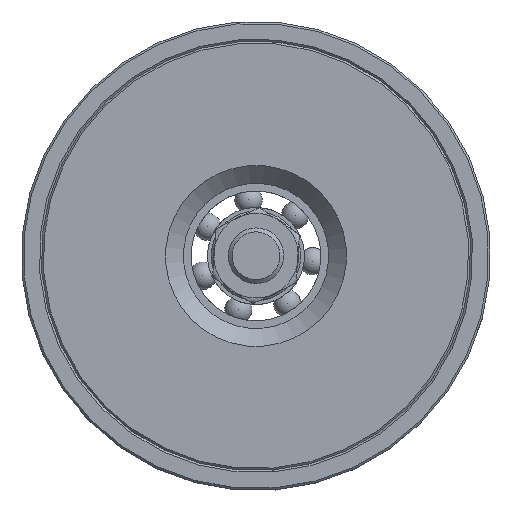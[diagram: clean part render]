
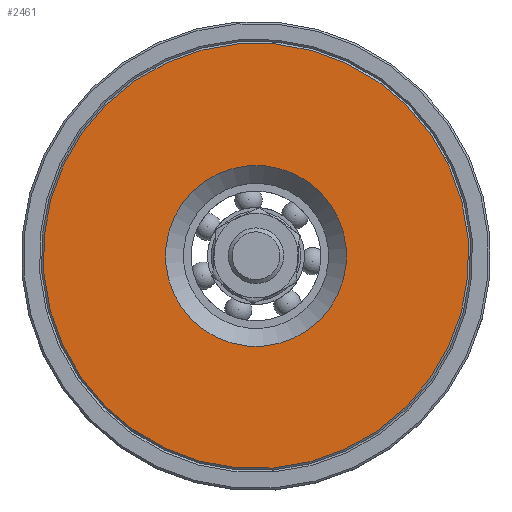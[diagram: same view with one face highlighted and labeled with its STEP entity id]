
A CAD part, top view. The second image highlights one B-rep face of the part: STEP entity #2461.
In plain terms, the highlighted planar face has unit normal (0, 0, 1).
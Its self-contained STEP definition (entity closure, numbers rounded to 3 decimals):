
#162=FACE_BOUND('',#475,.T.);
#223=PLANE('',#2699);
#337=FACE_OUTER_BOUND('',#474,.T.);
#474=EDGE_LOOP('',(#1877,#1878));
#475=EDGE_LOOP('',(#1879));
#806=CIRCLE('',#2697,53.5);
#807=CIRCLE('',#2698,53.5);
#808=CIRCLE('',#2700,22.75);
#1030=VERTEX_POINT('',#4448);
#1031=VERTEX_POINT('',#4449);
#1032=VERTEX_POINT('',#4454);
#1347=EDGE_CURVE('',#1030,#1031,#806,.T.);
#1348=EDGE_CURVE('',#1031,#1030,#807,.T.);
#1350=EDGE_CURVE('',#1032,#1032,#808,.T.);
#1877=ORIENTED_EDGE('',*,*,#1347,.T.);
#1878=ORIENTED_EDGE('',*,*,#1348,.T.);
#1879=ORIENTED_EDGE('',*,*,#1350,.F.);
#2461=ADVANCED_FACE('',(#337,#162),#223,.T.);
#2697=AXIS2_PLACEMENT_3D('',#4450,#3235,#3236);
#2698=AXIS2_PLACEMENT_3D('',#4451,#3237,#3238);
#2699=AXIS2_PLACEMENT_3D('',#4453,#3240,#3241);
#2700=AXIS2_PLACEMENT_3D('',#4455,#3242,#3243);
#3235=DIRECTION('center_axis',(0.,0.,
1.));
#3236=DIRECTION('ref_axis',(0.996,-0.092,0.));
#3237=DIRECTION('center_axis',(0.,0.,
1.));
#3238=DIRECTION('ref_axis',(0.996,-0.092,0.));
#3240=DIRECTION('center_axis',(0.,0.,
1.));
#3241=DIRECTION('ref_axis',(0.996,-0.092,0.));
#3242=DIRECTION('center_axis',(0.,0.,
1.));
#3243=DIRECTION('ref_axis',(-0.092,-0.996,0.));
#4448=CARTESIAN_POINT('',(43.545,-73.479,41.659));
#4449=CARTESIAN_POINT('',(-62.997,-63.591,41.659));
#4450=CARTESIAN_POINT('Origin',(-9.726,-68.535,41.659));
#4451=CARTESIAN_POINT('Origin',(-9.726,-68.535,41.659));
#4453=CARTESIAN_POINT('Origin',(-9.726,-68.535,41.659));
#4454=CARTESIAN_POINT('',(-7.623,-45.882,41.659));
#4455=CARTESIAN_POINT('Origin',(-9.726,-68.535,41.659));
